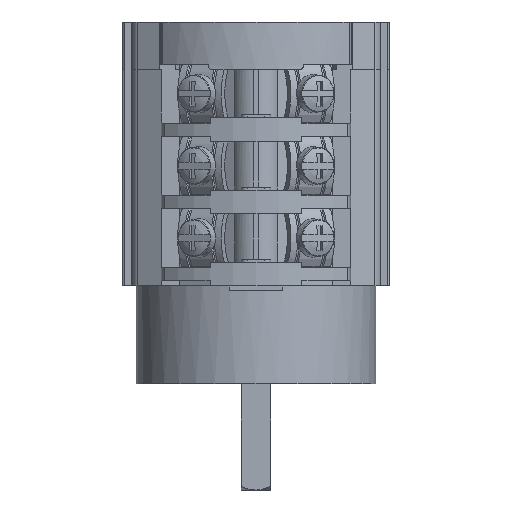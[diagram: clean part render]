
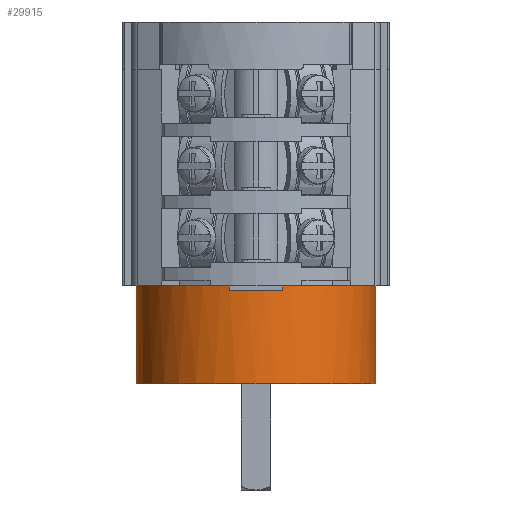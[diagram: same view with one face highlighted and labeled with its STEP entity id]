
A CAD part, front view. The second image highlights one B-rep face of the part: STEP entity #29915.
In plain terms, the highlighted cylindrical face has radius 20.25 mm (diameter 40.5 mm), a partial arc.
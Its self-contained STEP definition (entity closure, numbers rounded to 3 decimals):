
#2750=DIRECTION('',(0.,0.,1.));
#2751=VECTOR('',#2750,16.5);
#2752=CARTESIAN_POINT('',(20.25,0.,0.));
#2753=LINE('',#2752,#2751);
#2802=CARTESIAN_POINT('',(0.,0.,16.5));
#2803=DIRECTION('',(0.,0.,1.));
#2804=DIRECTION('',(-1.,0.,0.));
#2805=AXIS2_PLACEMENT_3D('',#2802,#2803,#2804);
#2807=CARTESIAN_POINT('',(0.,0.,16.5));
#2808=DIRECTION('',(0.,0.,1.));
#2809=DIRECTION('',(-0.298,-0.955,0.));
#2810=AXIS2_PLACEMENT_3D('',#2807,#2808,#2809);
#2812=DIRECTION('',(0.,0.,1.));
#2813=VECTOR('',#2812,0.8);
#2814=CARTESIAN_POINT('',(-4.4,-19.766,15.7));
#2815=LINE('',#2814,#2813);
#2816=CARTESIAN_POINT('',(0.,0.,15.7));
#2817=DIRECTION('',(0.,0.,1.));
#2818=DIRECTION('',(-0.217,-0.976,0.));
#2819=AXIS2_PLACEMENT_3D('',#2816,#2817,#2818);
#2821=DIRECTION('',(0.,0.,1.));
#2822=VECTOR('',#2821,0.8);
#2823=CARTESIAN_POINT('',(4.4,-19.766,15.7));
#2824=LINE('',#2823,#2822);
#2825=CARTESIAN_POINT('',(0.,0.,16.5));
#2826=DIRECTION('',(0.,0.,1.));
#2827=DIRECTION('',(0.217,-0.976,0.));
#2828=AXIS2_PLACEMENT_3D('',#2825,#2826,#2827);
#2830=CARTESIAN_POINT('',(0.,0.,16.5));
#2831=DIRECTION('',(0.,0.,1.));
#2832=DIRECTION('',(0.81,-0.586,0.));
#2833=AXIS2_PLACEMENT_3D('',#2830,#2831,#2832);
#2835=DIRECTION('',(0.,0.,1.));
#2836=VECTOR('',#2835,16.5);
#2837=CARTESIAN_POINT('',(-20.25,0.,0.));
#2838=LINE('',#2837,#2836);
#2863=CARTESIAN_POINT('',(0.,0.,16.5));
#2864=DIRECTION('',(0.,0.,1.));
#2865=DIRECTION('',(-0.81,-0.586,0.));
#2866=AXIS2_PLACEMENT_3D('',#2863,#2864,#2865);
#5368=CARTESIAN_POINT('',(0.,0.,16.5));
#5369=DIRECTION('',(0.,0.,1.));
#5370=DIRECTION('',(0.298,-0.955,0.));
#5371=AXIS2_PLACEMENT_3D('',#5368,#5369,#5370);
#10041=CARTESIAN_POINT('',(0.,0.,0.));
#10042=DIRECTION('',(0.,0.,1.));
#10043=DIRECTION('',(-1.,0.,0.));
#10044=AXIS2_PLACEMENT_3D('',#10041,#10042,#10043);
#22131=CARTESIAN_POINT('',(20.25,0.,0.));
#22132=CARTESIAN_POINT('',(-20.25,0.,0.));
#22133=VERTEX_POINT('',#22131);
#22134=VERTEX_POINT('',#22132);
#22139=CARTESIAN_POINT('',(-4.4,-19.766,15.7));
#22140=CARTESIAN_POINT('',(4.4,-19.766,15.7));
#22141=VERTEX_POINT('',#22139);
#22142=VERTEX_POINT('',#22140);
#22789=CARTESIAN_POINT('',(-16.412,-11.862,16.5));
#22791=VERTEX_POINT('',#22789);
#22794=CARTESIAN_POINT('',(16.412,-11.862,16.5));
#22796=VERTEX_POINT('',#22794);
#22826=CARTESIAN_POINT('',(6.027,-19.332,16.5));
#22828=VERTEX_POINT('',#22826);
#22829=CARTESIAN_POINT('',(-6.03,-19.331,16.5));
#22831=VERTEX_POINT('',#22829);
#22833=CARTESIAN_POINT('',(20.25,0.,16.5));
#22834=VERTEX_POINT('',#22833);
#22835=CARTESIAN_POINT('',(-20.25,0.,16.5));
#22836=VERTEX_POINT('',#22835);
#22837=CARTESIAN_POINT('',(-4.4,-19.766,16.5));
#22838=VERTEX_POINT('',#22837);
#22839=CARTESIAN_POINT('',(4.4,-19.766,16.5));
#22840=VERTEX_POINT('',#22839);
#29888=CARTESIAN_POINT('',(0.,0.,0.));
#29889=DIRECTION('',(0.,0.,1.));
#29890=DIRECTION('',(1.,0.,0.));
#29891=AXIS2_PLACEMENT_3D('',#29888,#29889,#29890);
#29892=CYLINDRICAL_SURFACE('',#29891,20.25);
#29893=ORIENTED_EDGE('',*,*,#29829,.T.);
#29895=ORIENTED_EDGE('',*,*,#29894,.T.);
#29897=ORIENTED_EDGE('',*,*,#29896,.T.);
#29899=ORIENTED_EDGE('',*,*,#29898,.F.);
#29901=ORIENTED_EDGE('',*,*,#29900,.T.);
#29903=ORIENTED_EDGE('',*,*,#29902,.T.);
#29905=ORIENTED_EDGE('',*,*,#29904,.T.);
#29907=ORIENTED_EDGE('',*,*,#29906,.T.);
#29908=ORIENTED_EDGE('',*,*,#29863,.T.);
#29909=ORIENTED_EDGE('',*,*,#29852,.F.);
#29911=ORIENTED_EDGE('',*,*,#29910,.F.);
#29912=ORIENTED_EDGE('',*,*,#29848,.T.);
#29913=EDGE_LOOP('',(#29893,#29895,#29897,#29899,#29901,#29903,#29905,#29907,
#29908,#29909,#29911,#29912));
#29914=FACE_OUTER_BOUND('',#29913,.F.);
#2806=CIRCLE('',#2805,20.25);
#2811=CIRCLE('',#2810,20.25);
#2820=CIRCLE('',#2819,20.25);
#2829=CIRCLE('',#2828,20.25);
#2834=CIRCLE('',#2833,20.25);
#2867=CIRCLE('',#2866,20.25);
#5372=CIRCLE('',#5371,20.25);
#10045=CIRCLE('',#10044,20.25);
#29829=EDGE_CURVE('',#22836,#22791,#2806,.T.);
#29848=EDGE_CURVE('',#22134,#22836,#2838,.T.);
#29852=EDGE_CURVE('',#22133,#22834,#2753,.T.);
#29863=EDGE_CURVE('',#22796,#22834,#2834,.T.);
#29894=EDGE_CURVE('',#22791,#22831,#2867,.T.);
#29896=EDGE_CURVE('',#22831,#22838,#2811,.T.);
#29898=EDGE_CURVE('',#22141,#22838,#2815,.T.);
#29900=EDGE_CURVE('',#22141,#22142,#2820,.T.);
#29902=EDGE_CURVE('',#22142,#22840,#2824,.T.);
#29904=EDGE_CURVE('',#22840,#22828,#2829,.T.);
#29906=EDGE_CURVE('',#22828,#22796,#5372,.T.);
#29910=EDGE_CURVE('',#22134,#22133,#10045,.T.);
#29915=ADVANCED_FACE('',(#29914),#29892,.T.);
